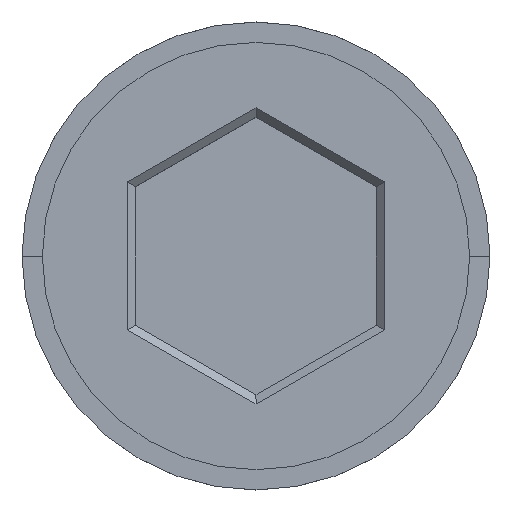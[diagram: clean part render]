
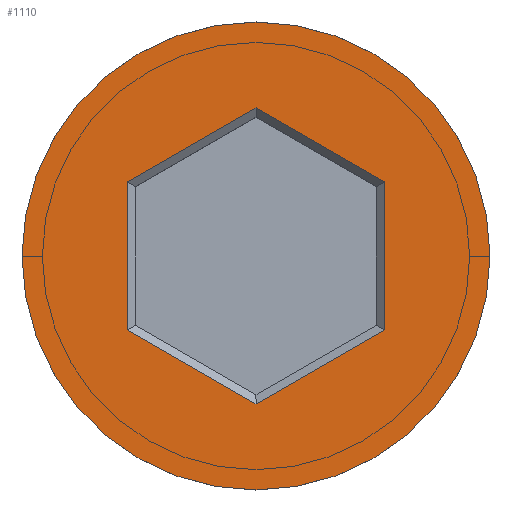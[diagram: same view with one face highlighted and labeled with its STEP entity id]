
A CAD part, top view. The second image highlights one B-rep face of the part: STEP entity #1110.
In plain terms, the highlighted planar face has unit normal (0, 0, 1).
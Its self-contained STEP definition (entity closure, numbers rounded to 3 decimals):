
#1 = VERTEX_POINT ( 'NONE', #451 ) ;
#2 = CARTESIAN_POINT ( 'NONE',  ( -3.05, -1.876, 0. ) ) ;
#12 = CARTESIAN_POINT ( 'NONE',  ( -3.15, 1.819, 0. ) ) ;
#39 = ORIENTED_EDGE ( 'NONE', *, *, #738, .T. ) ;
#49 = LINE ( 'NONE', #158, #435 ) ;
#51 = PLANE ( 'NONE',  #250 ) ;
#89 = VERTEX_POINT ( 'NONE', #1105 ) ;
#99 = CARTESIAN_POINT ( 'NONE',  ( 0.1, -3.58, 0. ) ) ;
#100 = VERTEX_POINT ( 'NONE', #12 ) ;
#129 = EDGE_CURVE ( 'NONE', #728, #1322, #737, .T. ) ;
#158 = CARTESIAN_POINT ( 'NONE',  ( -0.1, 3.58, 0. ) ) ;
#159 = ORIENTED_EDGE ( 'NONE', *, *, #554, .T. ) ;
#191 = VECTOR ( 'NONE', #476, 1000. ) ;
#213 = CARTESIAN_POINT ( 'NONE',  ( -3.15, -1.819, 0. ) ) ;
#237 = DIRECTION ( 'NONE',  ( 1., 0., 0. ) ) ;
#238 = DIRECTION ( 'NONE',  ( 0., -1., 0. ) ) ;
#241 = EDGE_CURVE ( 'NONE', #1199, #100, #1219, .T. ) ;
#250 = AXIS2_PLACEMENT_3D ( 'NONE', #291, #396, #388 ) ;
#291 = CARTESIAN_POINT ( 'NONE',  ( 0., 0., 0. ) ) ;
#324 = ORIENTED_EDGE ( 'NONE', *, *, #1437, .T. ) ;
#357 = CARTESIAN_POINT ( 'NONE',  ( -3.15, 1.703, 0. ) ) ;
#388 = DIRECTION ( 'NONE',  ( 1., 0., 0. ) ) ;
#395 = DIRECTION ( 'NONE',  ( 0.866, 0.5, 0. ) ) ;
#396 = DIRECTION ( 'NONE',  ( 0., 0., 1. ) ) ;
#415 = CARTESIAN_POINT ( 'NONE',  ( -5.75, 0., 0. ) ) ;
#427 = DIRECTION ( 'NONE',  ( 0., 0., 1. ) ) ;
#434 = DIRECTION ( 'NONE',  ( 1., 0., 0. ) ) ;
#435 = VECTOR ( 'NONE', #395, 1000. ) ;
#451 = CARTESIAN_POINT ( 'NONE',  ( 3.15, 1.819, 0. ) ) ;
#476 = DIRECTION ( 'NONE',  ( 0., 1., 0. ) ) ;
#520 = CARTESIAN_POINT ( 'NONE',  ( 3.15, -1.819, 0. ) ) ;
#550 = EDGE_LOOP ( 'NONE', ( #1084, #867, #324, #39, #958, #1059 ) ) ;
#552 = VECTOR ( 'NONE', #1223, 1000. ) ;
#554 = EDGE_CURVE ( 'NONE', #1322, #728, #991, .T. ) ;
#582 = CARTESIAN_POINT ( 'NONE',  ( 3.05, 1.876, 0. ) ) ;
#646 = VERTEX_POINT ( 'NONE', #664 ) ;
#664 = CARTESIAN_POINT ( 'NONE',  ( 0., -3.637, 0. ) ) ;
#695 = LINE ( 'NONE', #582, #864 ) ;
#727 = FACE_OUTER_BOUND ( 'NONE', #1189, .T. ) ;
#728 = VERTEX_POINT ( 'NONE', #1051 ) ;
#737 = CIRCLE ( 'NONE', #1294, 5.75 ) ;
#738 = EDGE_CURVE ( 'NONE', #89, #1, #695, .T. ) ;
#785 = CARTESIAN_POINT ( 'NONE',  ( 0., 0., 0. ) ) ;
#864 = VECTOR ( 'NONE', #1030, 1000. ) ;
#867 = ORIENTED_EDGE ( 'NONE', *, *, #241, .T. ) ;
#890 = CARTESIAN_POINT ( 'NONE',  ( 3.15, -1.703, 0. ) ) ;
#924 = ORIENTED_EDGE ( 'NONE', *, *, #129, .T. ) ;
#958 = ORIENTED_EDGE ( 'NONE', *, *, #1358, .T. ) ;
#979 = CARTESIAN_POINT ( 'NONE',  ( 0., 0., 0. ) ) ;
#989 = VECTOR ( 'NONE', #238, 1000. ) ;
#991 = CIRCLE ( 'NONE', #1165, 5.75 ) ;
#1022 = EDGE_CURVE ( 'NONE', #646, #1199, #1318, .T. ) ;
#1026 = LINE ( 'NONE', #890, #989 ) ;
#1030 = DIRECTION ( 'NONE',  ( 0.866, -0.5, 0. ) ) ;
#1051 = CARTESIAN_POINT ( 'NONE',  ( 5.75, 0., 0. ) ) ;
#1059 = ORIENTED_EDGE ( 'NONE', *, *, #1225, .T. ) ;
#1084 = ORIENTED_EDGE ( 'NONE', *, *, #1022, .T. ) ;
#1105 = CARTESIAN_POINT ( 'NONE',  ( 0., 3.637, 0. ) ) ;
#1110 = ADVANCED_FACE ( 'NONE', ( #1374, #727 ), #51, .T. ) ;
#1113 = DIRECTION ( 'NONE',  ( 0., 0., 1. ) ) ;
#1135 = VERTEX_POINT ( 'NONE', #520 ) ;
#1165 = AXIS2_PLACEMENT_3D ( 'NONE', #979, #427, #434 ) ;
#1187 = LINE ( 'NONE', #99, #1256 ) ;
#1189 = EDGE_LOOP ( 'NONE', ( #924, #159 ) ) ;
#1199 = VERTEX_POINT ( 'NONE', #213 ) ;
#1219 = LINE ( 'NONE', #357, #191 ) ;
#1223 = DIRECTION ( 'NONE',  ( -0.866, 0.5, 0. ) ) ;
#1225 = EDGE_CURVE ( 'NONE', #1135, #646, #1187, .T. ) ;
#1256 = VECTOR ( 'NONE', #1289, 1000. ) ;
#1289 = DIRECTION ( 'NONE',  ( -0.866, -0.5, 0. ) ) ;
#1294 = AXIS2_PLACEMENT_3D ( 'NONE', #785, #1113, #237 ) ;
#1318 = LINE ( 'NONE', #2, #552 ) ;
#1322 = VERTEX_POINT ( 'NONE', #415 ) ;
#1358 = EDGE_CURVE ( 'NONE', #1, #1135, #1026, .T. ) ;
#1374 = FACE_BOUND ( 'NONE', #550, .T. ) ;
#1437 = EDGE_CURVE ( 'NONE', #100, #89, #49, .T. ) ;
